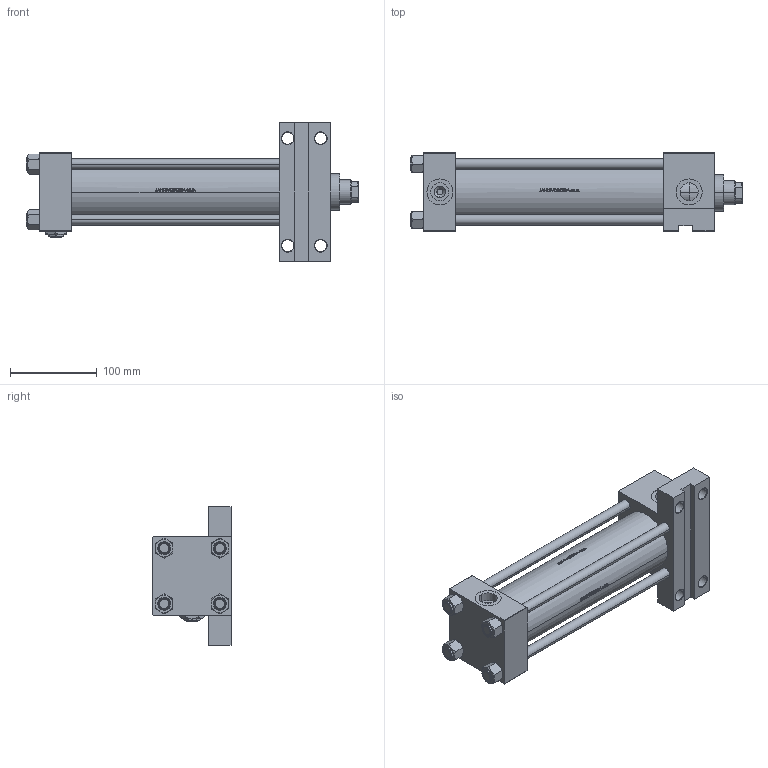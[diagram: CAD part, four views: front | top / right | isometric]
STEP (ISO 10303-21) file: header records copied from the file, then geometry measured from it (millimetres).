
FILE_DESCRIPTION (( 'STEP AP203' ), '1' );
FILE_NAME ('5e44.STEP', '2024-10-31T07:15:23', ( '' ), ( '' ), 'SwSTEP 2.0', 'SolidWorks 2019', '' );
FILE_SCHEMA (( 'CONFIG_CONTROL_DESIGN' ));
Length unit declared in the file: millimetre
Products named in the file (7): V215CR_F_Body 034894d73a3dd5743af32a5599c179cf; V215_VC_A 034894d73a3dd5743af32a5599c179cf; 5e44; V215CR_F_TYCINKA 034894d73a3dd5743af32a5599c179cf; NUT_M5_F 034894d73a3dd5743af32a5599c179cf; Zatka_pro_OIL_PORT 034894d73a3dd5743af32a5599c179cf; V215CR_VCP_F 034894d73a3dd5743af32a5599c179cf
Assembly tree (13 placements, depth 2):
  5e44
    V215CR_F_Body 034894d73a3dd5743af32a5599c179cf
    V215CR_VCP_F 034894d73a3dd5743af32a5599c179cf
    V215CR_F_TYCINKA 034894d73a3dd5743af32a5599c179cf  x4
    NUT_M5_F 034894d73a3dd5743af32a5599c179cf  x4
    V215_VC_A 034894d73a3dd5743af32a5599c179cf
    Zatka_pro_OIL_PORT 034894d73a3dd5743af32a5599c179cf  x2
Bounding box: 383 x 90 x 160 mm (x, y, z)
Volume: 1327179.4 mm3; surface area: 316279 mm2
Topology: 13 solids, 13 shells, 1200 faces, 2954 edges, 1901 vertices
Faces by surface type: plane 484, bspline 380, cone 194, cylinder 134, torus 8
Entity records: 49643 total; most frequent: CARTESIAN_POINT 26582, ORIENTED_EDGE 5208, DIRECTION 3346, EDGE_CURVE 2604, VERTEX_POINT 1699, LINE 1324, VECTOR 1324, EDGE_LOOP 1181
